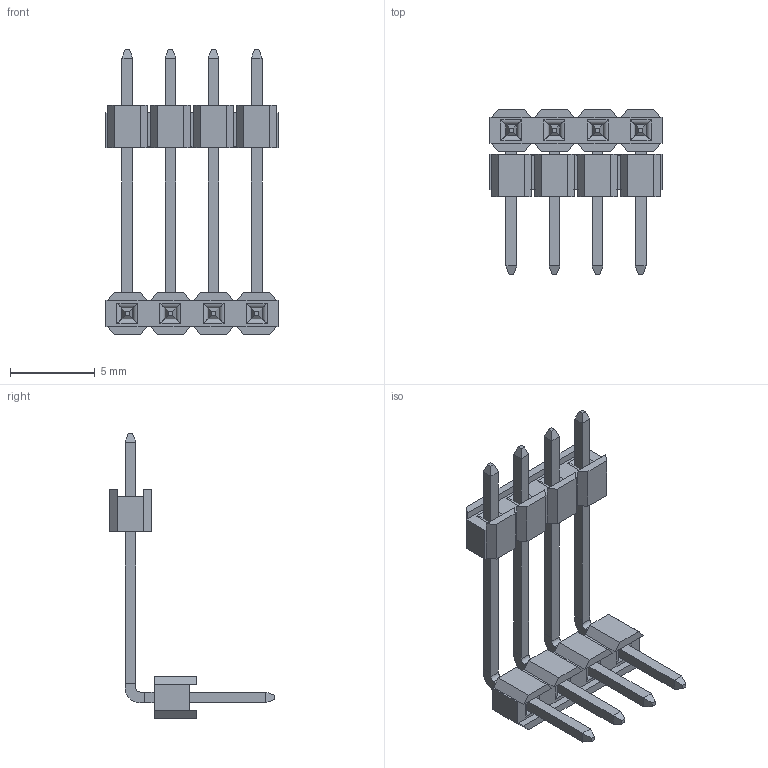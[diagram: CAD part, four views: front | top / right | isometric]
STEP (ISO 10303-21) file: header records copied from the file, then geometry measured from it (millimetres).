
FILE_DESCRIPTION(/* description */ (''),/* implementation_level */ '2;1');
FILE_NAME(/* name */ '956-12-004-xx.stp',/* time_stamp */ '2025-10-16T14:29:15+02:00',/* author */ ('andreas.larin'),/* organization */ (''),/* preprocessor_version */ 'ST-DEVELOPER v20',/* originating_system */ 'Autodesk Inventor 2025',/* authorisation */ '');
FILE_SCHEMA (('AUTOMOTIVE_DESIGN { 1 0 10303 214 3 1 1 }'));
Length unit declared in the file: millimetre
Products named in the file (1): 956-12-004-xx
Bounding box: 10.16 x 9.75 x 16.8 mm (x, y, z)
Volume: 132.7 mm3; surface area: 439.7 mm2
Topology: 1 solids, 1 shells, 290 faces, 752 edges, 480 vertices
Faces by surface type: plane 250, cylinder 40
Entity records: 8719 total; most frequent: CARTESIAN_POINT 1523, ORIENTED_EDGE 1504, DIRECTION 1414, EDGE_CURVE 752, LINE 672, VECTOR 672, VERTEX_POINT 480, AXIS2_PLACEMENT_3D 371
